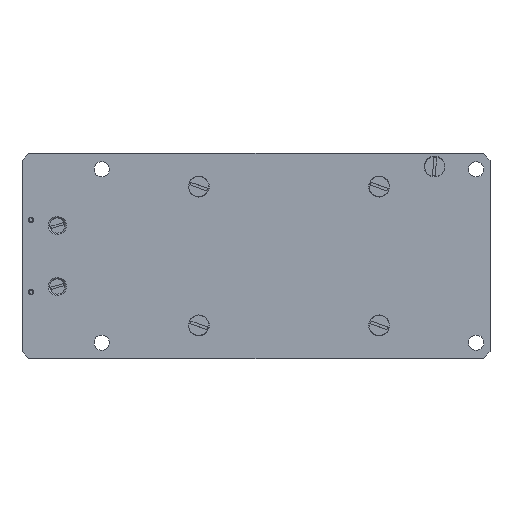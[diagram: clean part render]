
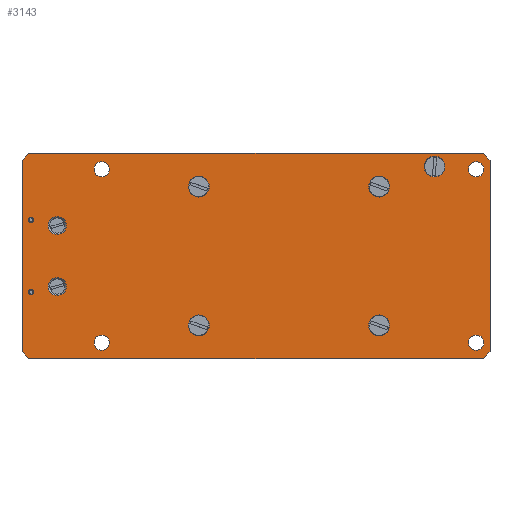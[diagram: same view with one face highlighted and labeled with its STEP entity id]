
A CAD part, front view. The second image highlights one B-rep face of the part: STEP entity #3143.
In plain terms, the highlighted planar face has unit normal (0, -1, 0).
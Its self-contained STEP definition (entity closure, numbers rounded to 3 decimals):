
#3143=ADVANCED_FACE('',(#58486,#58488,#58490,#58492,#58494,#58496,#58498,#58500,
#58502,#58504,#58506,#58508,#58510,#58512),#58514,.F.);
#58486=FACE_BOUND('',#58487,.T.);
#58487=EDGE_LOOP('',(#104295,#104296,#104297,#104298,#104299,#104300,#104301,#104302));
#58488=FACE_BOUND('',#58489,.T.);
#58489=EDGE_LOOP('',(#104303));
#58490=FACE_BOUND('',#58491,.T.);
#58491=EDGE_LOOP('',(#104304));
#58492=FACE_BOUND('',#58493,.T.);
#58493=EDGE_LOOP('',(#104305));
#58494=FACE_BOUND('',#58495,.T.);
#58495=EDGE_LOOP('',(#104306));
#58496=FACE_BOUND('',#58497,.T.);
#58497=EDGE_LOOP('',(#104307));
#58498=FACE_BOUND('',#58499,.T.);
#58499=EDGE_LOOP('',(#104308));
#58500=FACE_BOUND('',#58501,.T.);
#58501=EDGE_LOOP('',(#104309));
#58502=FACE_BOUND('',#58503,.T.);
#58503=EDGE_LOOP('',(#104310));
#58504=FACE_BOUND('',#58505,.T.);
#58505=EDGE_LOOP('',(#104311));
#58506=FACE_BOUND('',#58507,.T.);
#58507=EDGE_LOOP('',(#104312));
#58508=FACE_BOUND('',#58509,.T.);
#58509=EDGE_LOOP('',(#104313));
#58510=FACE_BOUND('',#58511,.T.);
#58511=EDGE_LOOP('',(#104314));
#58512=FACE_BOUND('',#58513,.T.);
#58513=EDGE_LOOP('',(#104315));
#58514=PLANE('',#58515);
#58515=AXIS2_PLACEMENT_3D('',#58516,#58517,#58518);
#58516=CARTESIAN_POINT('',(0.,0.,0.));
#58517=DIRECTION('',(0.,1.,0.));
#58518=DIRECTION('',(1.,0.,0.));
#104295=ORIENTED_EDGE('',*,*,#138642,.F.);
#104296=ORIENTED_EDGE('',*,*,#138640,.F.);
#104297=ORIENTED_EDGE('',*,*,#138638,.F.);
#104298=ORIENTED_EDGE('',*,*,#138636,.F.);
#104299=ORIENTED_EDGE('',*,*,#138634,.F.);
#104300=ORIENTED_EDGE('',*,*,#138632,.F.);
#104301=ORIENTED_EDGE('',*,*,#138630,.F.);
#104302=ORIENTED_EDGE('',*,*,#138627,.F.);
#104303=ORIENTED_EDGE('',*,*,#138720,.T.);
#104304=ORIENTED_EDGE('',*,*,#138721,.T.);
#104305=ORIENTED_EDGE('',*,*,#138722,.T.);
#104306=ORIENTED_EDGE('',*,*,#138723,.T.);
#104307=ORIENTED_EDGE('',*,*,#138675,.T.);
#104308=ORIENTED_EDGE('',*,*,#138676,.T.);
#104309=ORIENTED_EDGE('',*,*,#138684,.T.);
#104310=ORIENTED_EDGE('',*,*,#138685,.T.);
#104311=ORIENTED_EDGE('',*,*,#138686,.T.);
#104312=ORIENTED_EDGE('',*,*,#138687,.T.);
#104313=ORIENTED_EDGE('',*,*,#138724,.T.);
#104314=ORIENTED_EDGE('',*,*,#138725,.T.);
#104315=ORIENTED_EDGE('',*,*,#138726,.T.);
#138627=EDGE_CURVE('',#155995,#155996,#155997,.T.);
#138630=EDGE_CURVE('',#155996,#156000,#156001,.T.);
#138632=EDGE_CURVE('',#156000,#156003,#156004,.T.);
#138634=EDGE_CURVE('',#156003,#156006,#156007,.T.);
#138636=EDGE_CURVE('',#156006,#156009,#156010,.T.);
#138638=EDGE_CURVE('',#156009,#156012,#156013,.T.);
#138640=EDGE_CURVE('',#156012,#156015,#156016,.T.);
#138642=EDGE_CURVE('',#156015,#155995,#156018,.T.);
#138675=EDGE_CURVE('',#156067,#156067,#156068,.T.);
#138676=EDGE_CURVE('',#156069,#156069,#156070,.T.);
#138684=EDGE_CURVE('',#156085,#156085,#156086,.T.);
#138685=EDGE_CURVE('',#156087,#156087,#156088,.T.);
#138686=EDGE_CURVE('',#156089,#156089,#156090,.T.);
#138687=EDGE_CURVE('',#156091,#156091,#156092,.T.);
#138720=EDGE_CURVE('',#156141,#156141,#156142,.T.);
#138721=EDGE_CURVE('',#156143,#156143,#156144,.T.);
#138722=EDGE_CURVE('',#156145,#156145,#156146,.T.);
#138723=EDGE_CURVE('',#156147,#156147,#156148,.T.);
#138724=EDGE_CURVE('',#156149,#156149,#156150,.T.);
#138725=EDGE_CURVE('',#156151,#156151,#156152,.T.);
#138726=EDGE_CURVE('',#156153,#156153,#156154,.T.);
#155995=VERTEX_POINT('',#185044);
#155996=VERTEX_POINT('',#185045);
#155997=LINE('',#185046,#185047);
#156000=VERTEX_POINT('',#185055);
#156001=LINE('',#185056,#185057);
#156003=VERTEX_POINT('',#185062);
#156004=LINE('',#185063,#185064);
#156006=VERTEX_POINT('',#185069);
#156007=LINE('',#185070,#185071);
#156009=VERTEX_POINT('',#185076);
#156010=LINE('',#185077,#185078);
#156012=VERTEX_POINT('',#185083);
#156013=LINE('',#185084,#185085);
#156015=VERTEX_POINT('',#185090);
#156016=LINE('',#185091,#185092);
#156018=LINE('',#185097,#185098);
#156067=VERTEX_POINT('',#185212);
#156068=CIRCLE('',#185213,2.07);
#156069=VERTEX_POINT('',#185217);
#156070=CIRCLE('',#185218,2.07);
#156085=VERTEX_POINT('',#185257);
#156086=CIRCLE('',#185258,5.5);
#156087=VERTEX_POINT('',#185262);
#156088=CIRCLE('',#185263,5.5);
#156089=VERTEX_POINT('',#185267);
#156090=CIRCLE('',#185268,5.5);
#156091=VERTEX_POINT('',#185272);
#156092=CIRCLE('',#185273,5.5);
#156141=VERTEX_POINT('',#185389);
#156142=CIRCLE('',#185390,7.5);
#156143=VERTEX_POINT('',#185394);
#156144=CIRCLE('',#185395,7.5);
#156145=VERTEX_POINT('',#185399);
#156146=CIRCLE('',#185400,7.5);
#156147=VERTEX_POINT('',#185404);
#156148=CIRCLE('',#185405,6.5);
#156149=VERTEX_POINT('',#185409);
#156150=CIRCLE('',#185410,6.5);
#156151=VERTEX_POINT('',#185414);
#156152=CIRCLE('',#185415,7.5);
#156153=VERTEX_POINT('',#185419);
#156154=CIRCLE('',#185420,7.5);
#185044=CARTESIAN_POINT('',(327.5,0.,-148.));
#185045=CARTESIAN_POINT('',(0.,0.,-148.));
#185046=CARTESIAN_POINT('',(327.5,0.,-148.));
#185047=VECTOR('',#185048,1.);
#185048=DIRECTION('',(-1.,0.,0.));
#185055=CARTESIAN_POINT('',(-5.,0.,-143.));
#185056=CARTESIAN_POINT('',(0.,0.,-148.));
#185057=VECTOR('',#185058,1.);
#185058=DIRECTION('',(-0.707,0.,0.707));
#185062=CARTESIAN_POINT('',(-5.,0.,-5.));
#185063=CARTESIAN_POINT('',(-5.,0.,-143.));
#185064=VECTOR('',#185065,1.);
#185065=DIRECTION('',(0.,0.,1.));
#185069=CARTESIAN_POINT('',(0.,0.,0.));
#185070=CARTESIAN_POINT('',(-5.,0.,-5.));
#185071=VECTOR('',#185072,1.);
#185072=DIRECTION('',(0.707,0.,0.707));
#185076=CARTESIAN_POINT('',(327.5,0.,0.));
#185077=CARTESIAN_POINT('',(0.,0.,0.));
#185078=VECTOR('',#185079,1.);
#185079=DIRECTION('',(1.,0.,0.));
#185083=CARTESIAN_POINT('',(332.5,0.,-5.));
#185084=CARTESIAN_POINT('',(327.5,0.,0.));
#185085=VECTOR('',#185086,1.);
#185086=DIRECTION('',(0.707,0.,-0.707));
#185090=CARTESIAN_POINT('',(332.5,0.,-143.));
#185091=CARTESIAN_POINT('',(332.5,0.,-5.));
#185092=VECTOR('',#185093,1.);
#185093=DIRECTION('',(0.,0.,-1.));
#185097=CARTESIAN_POINT('',(332.5,0.,-143.));
#185098=VECTOR('',#185099,1.);
#185099=DIRECTION('',(-0.707,0.,-0.707));
#185212=CARTESIAN_POINT('',(3.57,0.,-100.));
#185213=AXIS2_PLACEMENT_3D('',#185214,#185215,#185216);
#185214=CARTESIAN_POINT('',(1.5,0.,-100.));
#185215=DIRECTION('',(0.,1.,0.));
#185216=DIRECTION('',(1.,0.,0.));
#185217=CARTESIAN_POINT('',(3.57,0.,-48.));
#185218=AXIS2_PLACEMENT_3D('',#185219,#185220,#185221);
#185219=CARTESIAN_POINT('',(1.5,0.,-48.));
#185220=DIRECTION('',(0.,1.,0.));
#185221=DIRECTION('',(1.,0.,0.));
#185257=CARTESIAN_POINT('',(58.,0.,-136.5));
#185258=AXIS2_PLACEMENT_3D('',#185259,#185260,#185261);
#185259=CARTESIAN_POINT('',(52.5,0.,-136.5));
#185260=DIRECTION('',(0.,1.,0.));
#185261=DIRECTION('',(1.,0.,0.));
#185262=CARTESIAN_POINT('',(328.,0.,-136.5));
#185263=AXIS2_PLACEMENT_3D('',#185264,#185265,#185266);
#185264=CARTESIAN_POINT('',(322.5,0.,-136.5));
#185265=DIRECTION('',(0.,1.,0.));
#185266=DIRECTION('',(1.,0.,0.));
#185267=CARTESIAN_POINT('',(328.,0.,-11.5));
#185268=AXIS2_PLACEMENT_3D('',#185269,#185270,#185271);
#185269=CARTESIAN_POINT('',(322.5,0.,-11.5));
#185270=DIRECTION('',(0.,1.,0.));
#185271=DIRECTION('',(1.,0.,0.));
#185272=CARTESIAN_POINT('',(58.,0.,-11.5));
#185273=AXIS2_PLACEMENT_3D('',#185274,#185275,#185276);
#185274=CARTESIAN_POINT('',(52.5,0.,-11.5));
#185275=DIRECTION('',(0.,1.,0.));
#185276=DIRECTION('',(1.,0.,0.));
#185389=CARTESIAN_POINT('',(300.,0.,-9.5));
#185390=AXIS2_PLACEMENT_3D('',#185391,#185392,#185393);
#185391=CARTESIAN_POINT('',(292.5,0.,-9.5));
#185392=DIRECTION('',(0.,1.,0.));
#185393=DIRECTION('',(1.,0.,0.));
#185394=CARTESIAN_POINT('',(260.,0.,-124.));
#185395=AXIS2_PLACEMENT_3D('',#185396,#185397,#185398);
#185396=CARTESIAN_POINT('',(252.5,0.,-124.));
#185397=DIRECTION('',(0.,1.,0.));
#185398=DIRECTION('',(1.,0.,0.));
#185399=CARTESIAN_POINT('',(130.,0.,-24.));
#185400=AXIS2_PLACEMENT_3D('',#185401,#185402,#185403);
#185401=CARTESIAN_POINT('',(122.5,0.,-24.));
#185402=DIRECTION('',(0.,1.,0.));
#185403=DIRECTION('',(1.,0.,0.));
#185404=CARTESIAN_POINT('',(27.,0.,-96.));
#185405=AXIS2_PLACEMENT_3D('',#185406,#185407,#185408);
#185406=CARTESIAN_POINT('',(20.5,0.,-96.));
#185407=DIRECTION('',(0.,1.,0.));
#185408=DIRECTION('',(1.,0.,0.));
#185409=CARTESIAN_POINT('',(27.,0.,-52.));
#185410=AXIS2_PLACEMENT_3D('',#185411,#185412,#185413);
#185411=CARTESIAN_POINT('',(20.5,0.,-52.));
#185412=DIRECTION('',(0.,1.,0.));
#185413=DIRECTION('',(1.,0.,0.));
#185414=CARTESIAN_POINT('',(130.,0.,-124.));
#185415=AXIS2_PLACEMENT_3D('',#185416,#185417,#185418);
#185416=CARTESIAN_POINT('',(122.5,0.,-124.));
#185417=DIRECTION('',(0.,1.,0.));
#185418=DIRECTION('',(1.,0.,0.));
#185419=CARTESIAN_POINT('',(260.,0.,-24.));
#185420=AXIS2_PLACEMENT_3D('',#185421,#185422,#185423);
#185421=CARTESIAN_POINT('',(252.5,0.,-24.));
#185422=DIRECTION('',(0.,1.,0.));
#185423=DIRECTION('',(1.,0.,0.));
